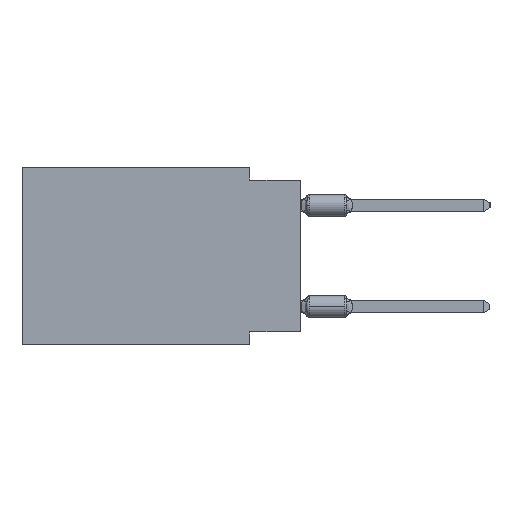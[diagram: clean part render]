
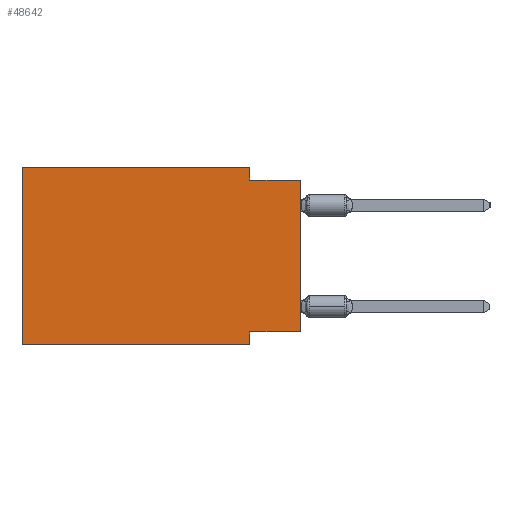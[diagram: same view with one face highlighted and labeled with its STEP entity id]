
A CAD part, left-side view. The second image highlights one B-rep face of the part: STEP entity #48642.
In plain terms, the highlighted planar face has unit normal (-1, 0, 0).
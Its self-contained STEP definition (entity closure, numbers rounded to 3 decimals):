
#998 = LINE ( 'NONE', #11104, #38760 ) ;
#1142 = EDGE_CURVE ( 'NONE', #15459, #47817, #61620, .T. ) ;
#1316 = CARTESIAN_POINT ( 'NONE',  ( 0., 2.54, -0.635 ) ) ;
#1800 = DIRECTION ( 'NONE',  ( 0., -1., 0. ) ) ;
#3099 = DIRECTION ( 'NONE',  ( 0., 0., 1. ) ) ;
#3368 = VECTOR ( 'NONE', #45465, 1000. ) ;
#4331 = CARTESIAN_POINT ( 'NONE',  ( 0., 0., -0.635 ) ) ;
#4921 = ORIENTED_EDGE ( 'NONE', *, *, #33327, .F. ) ;
#5955 = DIRECTION ( 'NONE',  ( 0., 0., -1. ) ) ;
#7835 = EDGE_LOOP ( 'NONE', ( #68460, #24474, #12330, #22994, #52344, #55119, #4921, #36513 ) ) ;
#11104 = CARTESIAN_POINT ( 'NONE',  ( 0., 0., -8.255 ) ) ;
#12330 = ORIENTED_EDGE ( 'NONE', *, *, #28511, .F. ) ;
#13425 = CARTESIAN_POINT ( 'NONE',  ( 0., 2.54, -8.89 ) ) ;
#15459 = VERTEX_POINT ( 'NONE', #30063 ) ;
#15488 = CARTESIAN_POINT ( 'NONE',  ( 0., 13.97, 0. ) ) ;
#16047 = VECTOR ( 'NONE', #5955, 1000. ) ;
#16741 = LINE ( 'NONE', #33451, #16047 ) ;
#17735 = CARTESIAN_POINT ( 'NONE',  ( 0., 13.97, 0. ) ) ;
#20135 = EDGE_CURVE ( 'NONE', #43924, #49561, #53401, .T. ) ;
#21028 = VECTOR ( 'NONE', #44012, 1000. ) ;
#22935 = CARTESIAN_POINT ( 'NONE',  ( 0., 13.97, 0. ) ) ;
#22994 = ORIENTED_EDGE ( 'NONE', *, *, #30663, .F. ) ;
#23542 = VERTEX_POINT ( 'NONE', #13425 ) ;
#24214 = CARTESIAN_POINT ( 'NONE',  ( 0., 2.54, -8.89 ) ) ;
#24474 = ORIENTED_EDGE ( 'NONE', *, *, #20135, .F. ) ;
#25575 = DIRECTION ( 'NONE',  ( 0., -1., 0. ) ) ;
#26048 = CARTESIAN_POINT ( 'NONE',  ( 0., 0., -0.635 ) ) ;
#27711 = EDGE_CURVE ( 'NONE', #15459, #23542, #49851, .T. ) ;
#28285 = VECTOR ( 'NONE', #1800, 1000. ) ;
#28409 = DIRECTION ( 'NONE',  ( 0., -1., 0. ) ) ;
#28511 = EDGE_CURVE ( 'NONE', #50613, #43924, #16741, .T. ) ;
#29299 = CARTESIAN_POINT ( 'NONE',  ( 0., 2.54, 0. ) ) ;
#30063 = CARTESIAN_POINT ( 'NONE',  ( 0., 13.97, -8.89 ) ) ;
#30128 = EDGE_CURVE ( 'NONE', #60536, #40518, #998, .T. ) ;
#30663 = EDGE_CURVE ( 'NONE', #47817, #50613, #45460, .T. ) ;
#33221 = LINE ( 'NONE', #48224, #21028 ) ;
#33327 = EDGE_CURVE ( 'NONE', #40518, #23542, #39230, .T. ) ;
#33451 = CARTESIAN_POINT ( 'NONE',  ( 0., 2.54, 0. ) ) ;
#36061 = PLANE ( 'NONE',  #50377 ) ;
#36513 = ORIENTED_EDGE ( 'NONE', *, *, #30128, .F. ) ;
#36659 = CARTESIAN_POINT ( 'NONE',  ( 0., 2.54, -8.255 ) ) ;
#37413 = VECTOR ( 'NONE', #25575, 1000. ) ;
#38760 = VECTOR ( 'NONE', #65447, 1000. ) ;
#39230 = LINE ( 'NONE', #24214, #3368 ) ;
#40215 = EDGE_CURVE ( 'NONE', #60536, #49561, #33221, .T. ) ;
#40518 = VERTEX_POINT ( 'NONE', #36659 ) ;
#41282 = DIRECTION ( 'NONE',  ( 0., 0., -1. ) ) ;
#43924 = VERTEX_POINT ( 'NONE', #1316 ) ;
#44012 = DIRECTION ( 'NONE',  ( 0., 0., 1. ) ) ;
#45460 = LINE ( 'NONE', #61507, #47558 ) ;
#45465 = DIRECTION ( 'NONE',  ( 0., 0., -1. ) ) ;
#47526 = FACE_OUTER_BOUND ( 'NONE', #7835, .T. ) ;
#47558 = VECTOR ( 'NONE', #28409, 1000. ) ;
#47817 = VERTEX_POINT ( 'NONE', #22935 ) ;
#48224 = CARTESIAN_POINT ( 'NONE',  ( 0., 0., 0. ) ) ;
#48642 = ADVANCED_FACE ( 'NONE', ( #47526 ), #36061, .F. ) ;
#49561 = VERTEX_POINT ( 'NONE', #26048 ) ;
#49851 = LINE ( 'NONE', #54382, #28285 ) ;
#50377 = AXIS2_PLACEMENT_3D ( 'NONE', #15488, #68801, #41282 ) ;
#50613 = VERTEX_POINT ( 'NONE', #29299 ) ;
#52344 = ORIENTED_EDGE ( 'NONE', *, *, #1142, .F. ) ;
#52830 = CARTESIAN_POINT ( 'NONE',  ( 0., 0., -8.255 ) ) ;
#53401 = LINE ( 'NONE', #4331, #37413 ) ;
#54382 = CARTESIAN_POINT ( 'NONE',  ( 0., 13.97, -8.89 ) ) ;
#55119 = ORIENTED_EDGE ( 'NONE', *, *, #27711, .T. ) ;
#60536 = VERTEX_POINT ( 'NONE', #52830 ) ;
#61203 = VECTOR ( 'NONE', #3099, 1000. ) ;
#61507 = CARTESIAN_POINT ( 'NONE',  ( 0., 13.97, 0. ) ) ;
#61620 = LINE ( 'NONE', #17735, #61203 ) ;
#65447 = DIRECTION ( 'NONE',  ( 0., 1., 0. ) ) ;
#68460 = ORIENTED_EDGE ( 'NONE', *, *, #40215, .T. ) ;
#68801 = DIRECTION ( 'NONE',  ( 1., 0., 0. ) ) ;
